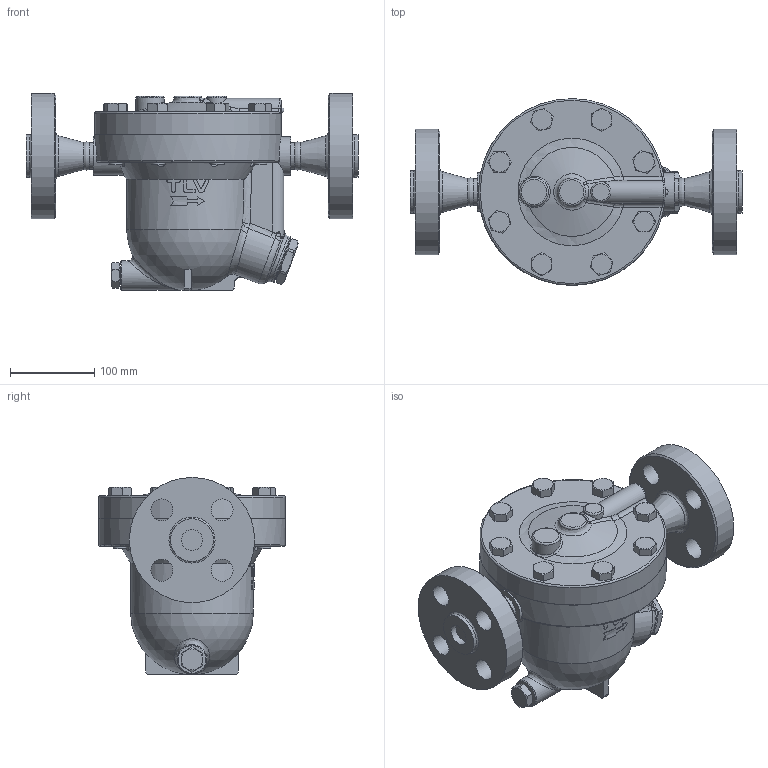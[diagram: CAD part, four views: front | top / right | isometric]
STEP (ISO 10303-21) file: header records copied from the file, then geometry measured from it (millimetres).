
FILE_DESCRIPTION((''),'2;1');
FILE_NAME('j7rmb-025-a0900-00.stp','2010-07-30T16:29:15',('nakaot'),(''),'Autodesk Inventor 2008','Autodesk Inventor 2008','');
FILE_SCHEMA(('AUTOMOTIVE_DESIGN { 1 0 10303 214 1 1 1 1 }'));
Length unit declared in the file: millimetre
Products named in the file (1): j7rmb-025-a0900-00
Bounding box: 395 x 222 x 234.5 mm (x, y, z)
Volume: 6136733.4 mm3; surface area: 390885.5 mm2
Topology: 1 solids, 1 shells, 370 faces, 893 edges, 562 vertices
Faces by surface type: plane 133, bspline 92, cone 69, cylinder 66, torus 7, sphere 3
Full cylindrical faces by diameter (mm): 16 x16, 21 x1, 24 x1, 25 x1, 26 x4, 32 x2, 34 x1, 35 x1, 46 x2, 49.5 x1, 50.8 x1, 58 x1, 130 x1, 149 x1, 222 x2
Entity records: 23287 total; most frequent: CARTESIAN_POINT 15823, ORIENTED_EDGE 1590, DIRECTION 1344, EDGE_CURVE 795, AXIS2_PLACEMENT_3D 575, VERTEX_POINT 537, EDGE_LOOP 512, FACE_OUTER_BOUND 370
